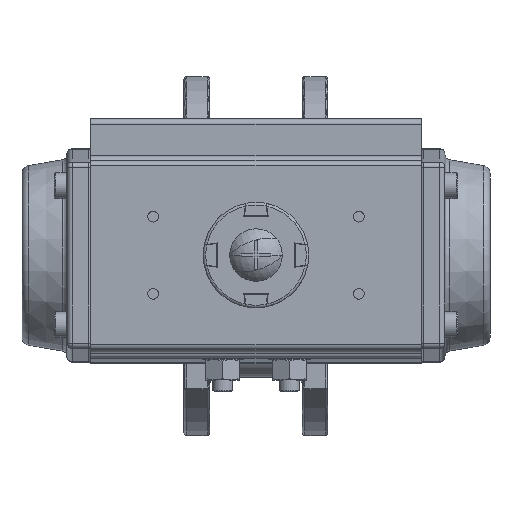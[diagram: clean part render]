
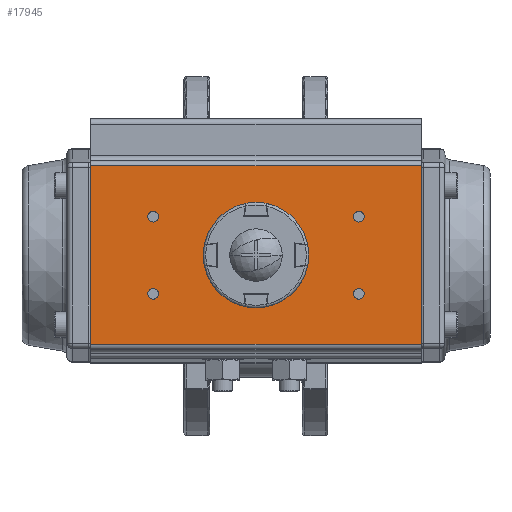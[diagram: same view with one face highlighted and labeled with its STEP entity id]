
A CAD part, top view. The second image highlights one B-rep face of the part: STEP entity #17945.
In plain terms, the highlighted planar face has unit normal (0, 0, 1).
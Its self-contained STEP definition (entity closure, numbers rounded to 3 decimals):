
#17806=CARTESIAN_POINT('',(64.5,-34.719,171.5));
#17807=DIRECTION('',(0.,0.,-1.));
#17808=DIRECTION('',(-0.,1.,0.));
#17809=AXIS2_PLACEMENT_3D('',#17806,#17807,#17808);
#17810=PLANE('',#17809);
#17811=CARTESIAN_POINT('',(-37.9,-15.,171.5));
#17812=VERTEX_POINT('',#17811);
#17813=CARTESIAN_POINT('',(-42.1,-15.,171.5));
#17814=VERTEX_POINT('',#17813);
#17815=CARTESIAN_POINT('',(-40.,-15.,171.5));
#17816=DIRECTION('',(-0.,-0.,1.));
#17817=DIRECTION('',(1.,0.,0.));
#17818=AXIS2_PLACEMENT_3D('',#17815,#17816,#17817);
#17819=CIRCLE('',#17818,2.1);
#17820=EDGE_CURVE('NONE',#17812,#17814,#17819,.T.);
#17821=ORIENTED_EDGE('',*,*,#17820,.F.);
#17822=CARTESIAN_POINT('',(-40.,-15.,171.5));
#17823=DIRECTION('',(-0.,-0.,1.));
#17824=DIRECTION('',(1.,0.,0.));
#17825=AXIS2_PLACEMENT_3D('',#17822,#17823,#17824);
#17826=CIRCLE('',#17825,2.1);
#17827=EDGE_CURVE('NONE',#17814,#17812,#17826,.T.);
#17828=ORIENTED_EDGE('',*,*,#17827,.F.);
#17829=EDGE_LOOP('',(#17821,#17828));
#17830=FACE_BOUND('',#17829,.T.);
#17831=CARTESIAN_POINT('',(-37.9,15.,171.5));
#17832=VERTEX_POINT('',#17831);
#17833=CARTESIAN_POINT('',(-42.1,15.,171.5));
#17834=VERTEX_POINT('',#17833);
#17835=CARTESIAN_POINT('',(-40.,15.,171.5));
#17836=DIRECTION('',(-0.,-0.,1.));
#17837=DIRECTION('',(1.,0.,0.));
#17838=AXIS2_PLACEMENT_3D('',#17835,#17836,#17837);
#17839=CIRCLE('',#17838,2.1);
#17840=EDGE_CURVE('NONE',#17832,#17834,#17839,.T.);
#17841=ORIENTED_EDGE('',*,*,#17840,.F.);
#17842=CARTESIAN_POINT('',(-40.,15.,171.5));
#17843=DIRECTION('',(-0.,-0.,1.));
#17844=DIRECTION('',(1.,0.,0.));
#17845=AXIS2_PLACEMENT_3D('',#17842,#17843,#17844);
#17846=CIRCLE('',#17845,2.1);
#17847=EDGE_CURVE('NONE',#17834,#17832,#17846,.T.);
#17848=ORIENTED_EDGE('',*,*,#17847,.F.);
#17849=EDGE_LOOP('',(#17841,#17848));
#17850=FACE_BOUND('',#17849,.T.);
#17851=CARTESIAN_POINT('',(42.1,15.,171.5));
#17852=VERTEX_POINT('',#17851);
#17853=CARTESIAN_POINT('',(37.9,15.,171.5));
#17854=VERTEX_POINT('',#17853);
#17855=CARTESIAN_POINT('',(40.,15.,171.5));
#17856=DIRECTION('',(-0.,-0.,1.));
#17857=DIRECTION('',(1.,0.,0.));
#17858=AXIS2_PLACEMENT_3D('',#17855,#17856,#17857);
#17859=CIRCLE('',#17858,2.1);
#17860=EDGE_CURVE('NONE',#17852,#17854,#17859,.T.);
#17861=ORIENTED_EDGE('',*,*,#17860,.F.);
#17862=CARTESIAN_POINT('',(40.,15.,171.5));
#17863=DIRECTION('',(-0.,-0.,1.));
#17864=DIRECTION('',(1.,0.,0.));
#17865=AXIS2_PLACEMENT_3D('',#17862,#17863,#17864);
#17866=CIRCLE('',#17865,2.1);
#17867=EDGE_CURVE('NONE',#17854,#17852,#17866,.T.);
#17868=ORIENTED_EDGE('',*,*,#17867,.F.);
#17869=EDGE_LOOP('',(#17861,#17868));
#17870=FACE_BOUND('',#17869,.T.);
#17871=CARTESIAN_POINT('',(42.1,-15.,171.5));
#17872=VERTEX_POINT('',#17871);
#17873=CARTESIAN_POINT('',(37.9,-15.,171.5));
#17874=VERTEX_POINT('',#17873);
#17875=CARTESIAN_POINT('',(40.,-15.,171.5));
#17876=DIRECTION('',(-0.,-0.,1.));
#17877=DIRECTION('',(1.,0.,0.));
#17878=AXIS2_PLACEMENT_3D('',#17875,#17876,#17877);
#17879=CIRCLE('',#17878,2.1);
#17880=EDGE_CURVE('NONE',#17872,#17874,#17879,.T.);
#17881=ORIENTED_EDGE('',*,*,#17880,.F.);
#17882=CARTESIAN_POINT('',(40.,-15.,171.5));
#17883=DIRECTION('',(-0.,-0.,1.));
#17884=DIRECTION('',(1.,0.,0.));
#17885=AXIS2_PLACEMENT_3D('',#17882,#17883,#17884);
#17886=CIRCLE('',#17885,2.1);
#17887=EDGE_CURVE('NONE',#17874,#17872,#17886,.T.);
#17888=ORIENTED_EDGE('',*,*,#17887,.F.);
#17889=EDGE_LOOP('',(#17881,#17888));
#17890=FACE_BOUND('',#17889,.T.);
#17891=CARTESIAN_POINT('',(64.244,34.719,171.5));
#17892=VERTEX_POINT('',#17891);
#17893=CARTESIAN_POINT('',(-64.243,34.719,171.5));
#17894=VERTEX_POINT('',#17893);
#17895=CARTESIAN_POINT('',(64.244,34.719,171.5));
#17896=DIRECTION('',(-1.,-0.,-0.));
#17897=VECTOR('',#17896,128.487);
#17898=LINE('',#17895,#17897);
#17899=EDGE_CURVE('',#17892,#17894,#17898,.T.);
#17900=ORIENTED_EDGE('',*,*,#17899,.T.);
#17901=CARTESIAN_POINT('',(-64.243,-34.719,171.5));
#17902=VERTEX_POINT('',#17901);
#17903=CARTESIAN_POINT('',(-64.243,34.719,171.5));
#17904=DIRECTION('',(0.,-1.,-0.));
#17905=VECTOR('',#17904,69.438);
#17906=LINE('',#17903,#17905);
#17907=EDGE_CURVE('',#17894,#17902,#17906,.T.);
#17908=ORIENTED_EDGE('',*,*,#17907,.T.);
#17909=CARTESIAN_POINT('',(64.244,-34.719,171.5));
#17910=VERTEX_POINT('',#17909);
#17911=CARTESIAN_POINT('',(64.244,-34.719,171.5));
#17912=DIRECTION('',(-1.,-0.,-0.));
#17913=VECTOR('',#17912,128.487);
#17914=LINE('',#17911,#17913);
#17915=EDGE_CURVE('',#17910,#17902,#17914,.T.);
#17916=ORIENTED_EDGE('',*,*,#17915,.F.);
#17917=CARTESIAN_POINT('',(64.244,-34.719,171.5));
#17918=DIRECTION('',(-0.,1.,0.));
#17919=VECTOR('',#17918,69.438);
#17920=LINE('',#17917,#17919);
#17921=EDGE_CURVE('',#17910,#17892,#17920,.T.);
#17922=ORIENTED_EDGE('',*,*,#17921,.T.);
#17923=EDGE_LOOP('',(#17900,#17908,#17916,#17922));
#17924=FACE_BOUND('',#17923,.T.);
#17925=CARTESIAN_POINT('',(-9.,0.,171.5));
#17926=VERTEX_POINT('',#17925);
#17927=CARTESIAN_POINT('',(9.,0.,171.5));
#17928=VERTEX_POINT('',#17927);
#17929=CARTESIAN_POINT('',(0.,0.,171.5));
#17930=DIRECTION('',(0.,0.,-1.));
#17931=DIRECTION('',(1.,0.,0.));
#17932=AXIS2_PLACEMENT_3D('',#17929,#17930,#17931);
#17933=CIRCLE('',#17932,9.);
#17934=EDGE_CURVE('',#17926,#17928,#17933,.T.);
#17935=ORIENTED_EDGE('',*,*,#17934,.T.);
#17936=CARTESIAN_POINT('',(0.,0.,171.5));
#17937=DIRECTION('',(0.,0.,-1.));
#17938=DIRECTION('',(1.,0.,0.));
#17939=AXIS2_PLACEMENT_3D('',#17936,#17937,#17938);
#17940=CIRCLE('',#17939,9.);
#17941=EDGE_CURVE('',#17928,#17926,#17940,.T.);
#17942=ORIENTED_EDGE('',*,*,#17941,.T.);
#17943=EDGE_LOOP('',(#17935,#17942));
#17944=FACE_BOUND('',#17943,.T.);
#17945=ADVANCED_FACE('',(#17830,#17850,#17870,#17890,#17924,#17944),#17810,.F.);
